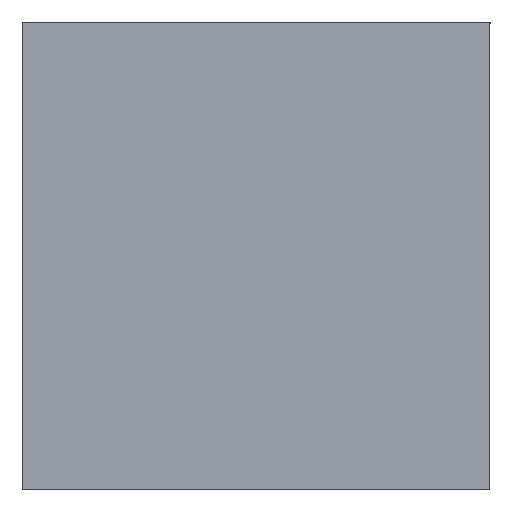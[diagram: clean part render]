
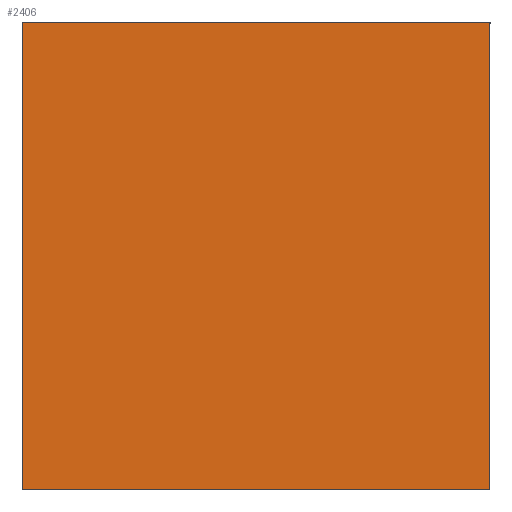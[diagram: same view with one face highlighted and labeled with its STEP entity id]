
A CAD part, left-side view. The second image highlights one B-rep face of the part: STEP entity #2406.
In plain terms, the highlighted planar face has unit normal (-1, 0, 0).
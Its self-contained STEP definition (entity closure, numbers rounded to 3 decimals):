
#118 = ORIENTED_EDGE ( 'NONE', *, *, #585, .F. ) ;
#191 = EDGE_CURVE ( 'NONE', #781, #1405, #2251, .T. ) ;
#289 = CARTESIAN_POINT ( 'NONE',  ( 0., 2., 0. ) ) ;
#326 = DIRECTION ( 'NONE',  ( 0., 0., 1. ) ) ;
#358 = CARTESIAN_POINT ( 'NONE',  ( 0., 0., 0. ) ) ;
#359 = VECTOR ( 'NONE', #1605, 1000. ) ;
#518 = DIRECTION ( 'NONE',  ( 0., 0., -1. ) ) ;
#585 = EDGE_CURVE ( 'NONE', #2447, #1585, #2183, .T. ) ;
#657 = ORIENTED_EDGE ( 'NONE', *, *, #191, .T. ) ;
#677 = DIRECTION ( 'NONE',  ( 1., 0., 0. ) ) ;
#699 = VECTOR ( 'NONE', #1525, 1000. ) ;
#781 = VERTEX_POINT ( 'NONE', #1679 ) ;
#843 = CARTESIAN_POINT ( 'NONE',  ( 0., 2., 0. ) ) ;
#944 = FACE_OUTER_BOUND ( 'NONE', #2456, .T. ) ;
#1024 = CARTESIAN_POINT ( 'NONE',  ( 0., 2., 0. ) ) ;
#1151 = CARTESIAN_POINT ( 'NONE',  ( 0., 0., 0. ) ) ;
#1244 = VECTOR ( 'NONE', #2246, 1000. ) ;
#1263 = CARTESIAN_POINT ( 'NONE',  ( 0., 2., -2. ) ) ;
#1288 = CARTESIAN_POINT ( 'NONE',  ( 0., 2., -2. ) ) ;
#1405 = VERTEX_POINT ( 'NONE', #358 ) ;
#1446 = PLANE ( 'NONE',  #1580 ) ;
#1463 = LINE ( 'NONE', #1024, #359 ) ;
#1474 = CARTESIAN_POINT ( 'NONE',  ( 0., 2., 0. ) ) ;
#1525 = DIRECTION ( 'NONE',  ( 0., 0., 1. ) ) ;
#1580 = AXIS2_PLACEMENT_3D ( 'NONE', #1474, #677, #518 ) ;
#1585 = VERTEX_POINT ( 'NONE', #843 ) ;
#1600 = LINE ( 'NONE', #1263, #1244 ) ;
#1605 = DIRECTION ( 'NONE',  ( 0., -1., 0. ) ) ;
#1675 = EDGE_CURVE ( 'NONE', #1585, #1405, #1463, .T. ) ;
#1679 = CARTESIAN_POINT ( 'NONE',  ( 0., 0., -2. ) ) ;
#2096 = VECTOR ( 'NONE', #326, 1000. ) ;
#2183 = LINE ( 'NONE', #289, #2096 ) ;
#2206 = ORIENTED_EDGE ( 'NONE', *, *, #1675, .F. ) ;
#2246 = DIRECTION ( 'NONE',  ( 0., -1., 0. ) ) ;
#2251 = LINE ( 'NONE', #1151, #699 ) ;
#2264 = ORIENTED_EDGE ( 'NONE', *, *, #2413, .T. ) ;
#2406 = ADVANCED_FACE ( 'NONE', ( #944 ), #1446, .F. ) ;
#2413 = EDGE_CURVE ( 'NONE', #2447, #781, #1600, .T. ) ;
#2447 = VERTEX_POINT ( 'NONE', #1288 ) ;
#2456 = EDGE_LOOP ( 'NONE', ( #657, #2206, #118, #2264 ) ) ;
